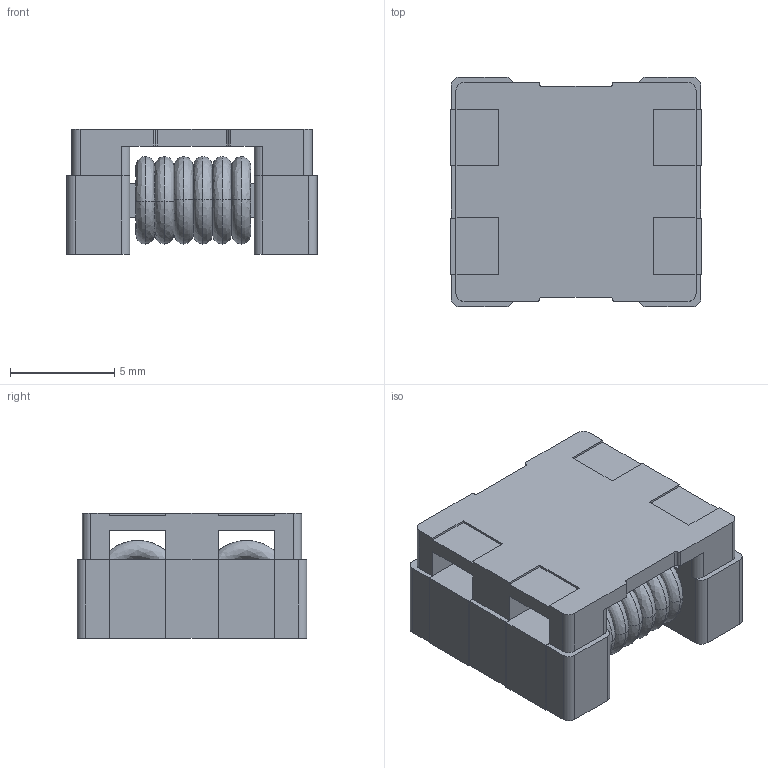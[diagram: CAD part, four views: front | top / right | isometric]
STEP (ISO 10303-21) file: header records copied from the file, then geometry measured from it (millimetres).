
FILE_DESCRIPTION (( 'STEP AP214' ), '1' );
FILE_NAME ('24E545A7-A70B-4EFA-8EE1-68613B3C912C.STEP', '2023-04-14T10:35:41', ( '' ), ( '' ), 'SwSTEP 2.0', 'SolidWorks 2022', '' );
FILE_SCHEMA (( 'AUTOMOTIVE_DESIGN' ));
Length unit declared in the file: millimetre
Products named in the file (1): 24E545A7-A70B-4EFA-8EE1-68613B3C912C
Bounding box: 12 x 11 x 6 mm (x, y, z)
Volume: 498.7 mm3; surface area: 1078 mm2
Topology: 13 solids, 13 shells, 210 faces, 608 edges, 400 vertices
Faces by surface type: plane 114, bspline 48, cylinder 48
Entity records: 10807 total; most frequent: CARTESIAN_POINT 3649, ORIENTED_EDGE 1192, DIRECTION 1018, EDGE_CURVE 596, VERTEX_POINT 400, VECTOR 340, LINE 340, AXIS2_PLACEMENT_3D 339
